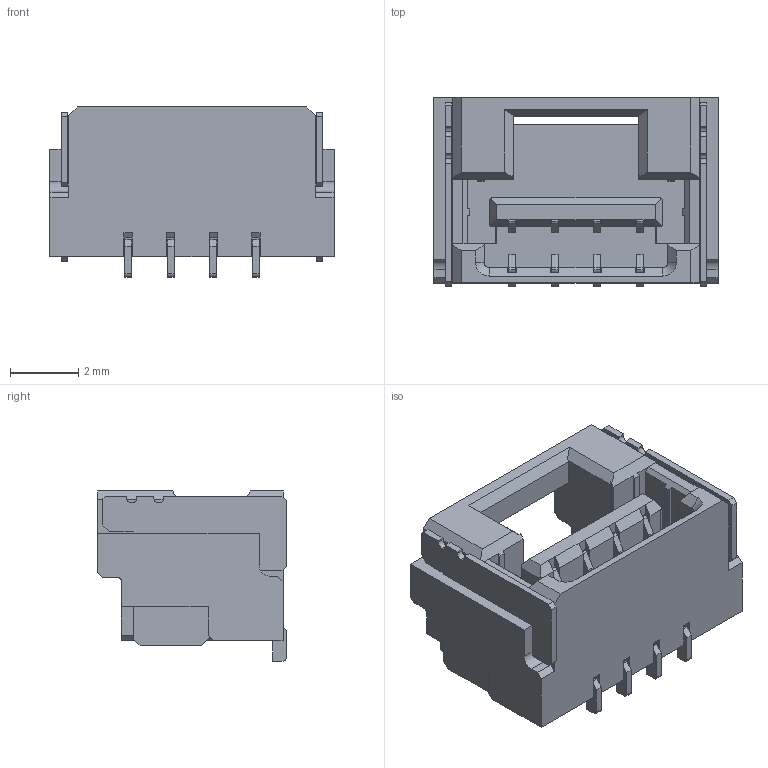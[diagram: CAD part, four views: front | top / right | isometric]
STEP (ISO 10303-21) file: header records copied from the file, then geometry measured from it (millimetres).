
FILE_DESCRIPTION(('STEP AP242'),'1');
FILE_NAME('5023860470.stp','2024-05-29T07:20:48',('TraceParts'),('TraceParts S.A.'),'Spatial InterOp 3D',' ',' ');
FILE_SCHEMA(('AP242_MANAGED_MODEL_BASED_3D_ENGINEERING_MIM_LF {1 0 10303 442 1 1 4}'));
Length unit declared in the file: millimetre
Products named in the file (1): 5023860470_1
Bounding box: 8.35 x 5.55 x 5 mm (x, y, z)
Volume: 110.9 mm3; surface area: 367.3 mm2
Topology: 1 solids, 1 shells, 354 faces, 1062 edges, 732 vertices
Faces by surface type: plane 306, cylinder 46, cone 2
Entity records: 11774 total; most frequent: CARTESIAN_POINT 2134, ORIENTED_EDGE 2076, DIRECTION 1860, EDGE_CURVE 1038, LINE 960, VECTOR 960, VERTEX_POINT 684, AXIS2_PLACEMENT_3D 450
